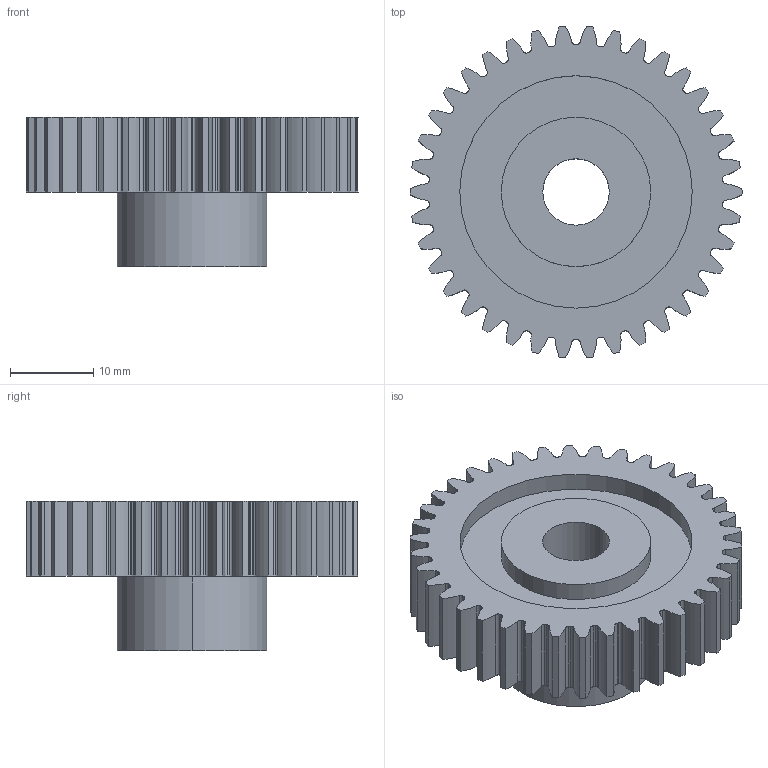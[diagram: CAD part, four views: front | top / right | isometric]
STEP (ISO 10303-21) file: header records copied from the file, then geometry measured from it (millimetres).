
FILE_DESCRIPTION (( 'STEP AP214' ), '1' );
FILE_NAME ('119-010-038.step', '2010-07-19T14:23:33', ( 'WMH Herion Antriebstechnik GmbH' ), ( 'WMH Herion Antriebstechnik GmbH' ), 'SwSTEP 2.0', 'SolidWorks 2010', '' );
FILE_SCHEMA (( 'AUTOMOTIVE_DESIGN' ));
Length unit declared in the file: millimetre
Products named in the file (1): 119-010-038
Bounding box: 40 x 39.92 x 18 mm (x, y, z)
Volume: 9925.4 mm3; surface area: 5859.2 mm2
Topology: 1 solids, 1 shells, 265 faces, 777 edges, 518 vertices
Faces by surface type: cylinder 259, plane 6
Entity records: 9167 total; most frequent: DIRECTION 1827, CARTESIAN_POINT 1561, ORIENTED_EDGE 1554, AXIS2_PLACEMENT_3D 784, EDGE_CURVE 777, CIRCLE 518, VERTEX_POINT 518, EDGE_LOOP 271
